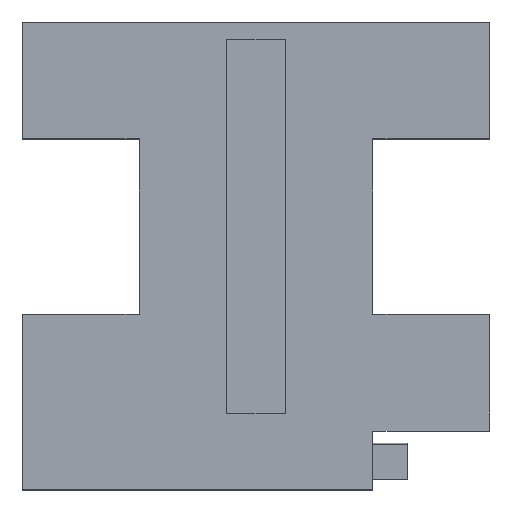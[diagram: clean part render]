
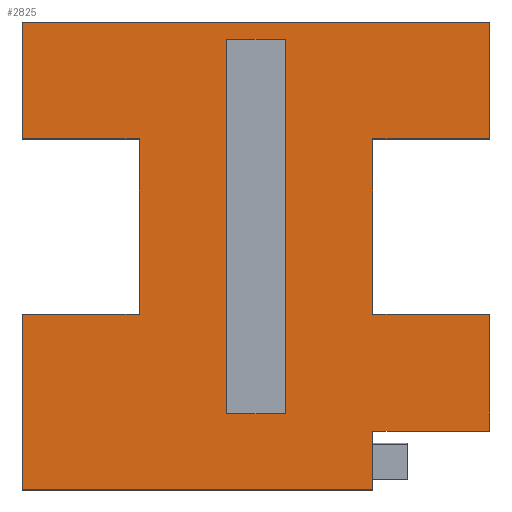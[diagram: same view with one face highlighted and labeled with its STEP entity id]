
A CAD part, top view. The second image highlights one B-rep face of the part: STEP entity #2825.
In plain terms, the highlighted planar face has unit normal (0, 0, 1).
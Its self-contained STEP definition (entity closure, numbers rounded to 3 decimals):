
#256=LINE('',#4441,#585);
#260=LINE('',#4450,#589);
#261=LINE('',#4453,#590);
#262=LINE('',#4455,#591);
#263=LINE('',#4457,#592);
#264=LINE('',#4459,#593);
#265=LINE('',#4460,#594);
#266=LINE('',#4462,#595);
#267=LINE('',#4464,#596);
#268=LINE('',#4466,#597);
#269=LINE('',#4468,#598);
#270=LINE('',#4470,#599);
#271=LINE('',#4472,#600);
#272=LINE('',#4474,#601);
#273=LINE('',#4475,#602);
#274=LINE('',#4478,#603);
#275=LINE('',#4480,#604);
#276=LINE('',#4482,#605);
#585=VECTOR('',#3678,1000.);
#589=VECTOR('',#3684,1000.);
#590=VECTOR('',#3685,1000.);
#591=VECTOR('',#3686,1000.);
#592=VECTOR('',#3687,1000.);
#593=VECTOR('',#3688,1000.);
#594=VECTOR('',#3689,1000.);
#595=VECTOR('',#3690,1000.);
#596=VECTOR('',#3691,1000.);
#597=VECTOR('',#3692,1000.);
#598=VECTOR('',#3693,1000.);
#599=VECTOR('',#3694,1000.);
#600=VECTOR('',#3695,1000.);
#601=VECTOR('',#3696,1000.);
#602=VECTOR('',#3697,1000.);
#603=VECTOR('',#3698,1000.);
#604=VECTOR('',#3699,1000.);
#605=VECTOR('',#3700,1000.);
#814=PLANE('',#3129);
#1317=ORIENTED_EDGE('',*,*,#1833,.T.);
#1318=ORIENTED_EDGE('',*,*,#1834,.T.);
#1319=ORIENTED_EDGE('',*,*,#1835,.F.);
#1320=ORIENTED_EDGE('',*,*,#1836,.T.);
#1321=ORIENTED_EDGE('',*,*,#1837,.T.);
#1322=ORIENTED_EDGE('',*,*,#1829,.F.);
#1323=ORIENTED_EDGE('',*,*,#1838,.T.);
#1324=ORIENTED_EDGE('',*,*,#1839,.T.);
#1325=ORIENTED_EDGE('',*,*,#1840,.T.);
#1326=ORIENTED_EDGE('',*,*,#1841,.T.);
#1327=ORIENTED_EDGE('',*,*,#1842,.T.);
#1328=ORIENTED_EDGE('',*,*,#1843,.T.);
#1329=ORIENTED_EDGE('',*,*,#1844,.F.);
#1330=ORIENTED_EDGE('',*,*,#1845,.T.);
#1331=ORIENTED_EDGE('',*,*,#1846,.T.);
#1332=ORIENTED_EDGE('',*,*,#1847,.T.);
#1333=ORIENTED_EDGE('',*,*,#1848,.T.);
#1334=ORIENTED_EDGE('',*,*,#1849,.T.);
#1829=EDGE_CURVE('',#2134,#2135,#256,.T.);
#1833=EDGE_CURVE('',#2138,#2139,#260,.T.);
#1834=EDGE_CURVE('',#2139,#2140,#261,.T.);
#1835=EDGE_CURVE('',#2141,#2140,#262,.T.);
#1836=EDGE_CURVE('',#2141,#2142,#263,.T.);
#1837=EDGE_CURVE('',#2142,#2135,#264,.T.);
#1838=EDGE_CURVE('',#2134,#2143,#265,.T.);
#1839=EDGE_CURVE('',#2143,#2144,#266,.T.);
#1840=EDGE_CURVE('',#2144,#2145,#267,.T.);
#1841=EDGE_CURVE('',#2145,#2146,#268,.T.);
#1842=EDGE_CURVE('',#2146,#2147,#269,.T.);
#1843=EDGE_CURVE('',#2147,#2148,#270,.T.);
#1844=EDGE_CURVE('',#2149,#2148,#271,.T.);
#1845=EDGE_CURVE('',#2149,#2138,#272,.T.);
#1846=EDGE_CURVE('',#2150,#2151,#273,.T.);
#1847=EDGE_CURVE('',#2151,#2152,#274,.T.);
#1848=EDGE_CURVE('',#2152,#2153,#275,.T.);
#1849=EDGE_CURVE('',#2153,#2150,#276,.T.);
#2134=VERTEX_POINT('',#4442);
#2135=VERTEX_POINT('',#4443);
#2138=VERTEX_POINT('',#4451);
#2139=VERTEX_POINT('',#4452);
#2140=VERTEX_POINT('',#4454);
#2141=VERTEX_POINT('',#4456);
#2142=VERTEX_POINT('',#4458);
#2143=VERTEX_POINT('',#4461);
#2144=VERTEX_POINT('',#4463);
#2145=VERTEX_POINT('',#4465);
#2146=VERTEX_POINT('',#4467);
#2147=VERTEX_POINT('',#4469);
#2148=VERTEX_POINT('',#4471);
#2149=VERTEX_POINT('',#4473);
#2150=VERTEX_POINT('',#4476);
#2151=VERTEX_POINT('',#4477);
#2152=VERTEX_POINT('',#4479);
#2153=VERTEX_POINT('',#4481);
#2424=EDGE_LOOP('',(#1317,#1318,#1319,#1320,#1321,#1322,#1323,#1324,#1325,
#1326,#1327,#1328,#1329,#1330));
#2425=EDGE_LOOP('',(#1331,#1332,#1333,#1334));
#2638=FACE_BOUND('',#2424,.T.);
#2639=FACE_BOUND('',#2425,.T.);
#2825=ADVANCED_FACE('',(#2638,#2639),#814,.T.);
#3129=AXIS2_PLACEMENT_3D('',#4449,#3682,#3683);
#3678=DIRECTION('',(-1.,0.,0.));
#3682=DIRECTION('',(0.,0.,1.));
#3683=DIRECTION('',(1.,0.,0.));
#3684=DIRECTION('',(0.,-1.,0.));
#3685=DIRECTION('',(-1.,0.,0.));
#3686=DIRECTION('',(0.,1.,0.));
#3687=DIRECTION('',(1.,0.,0.));
#3688=DIRECTION('',(0.,1.,0.));
#3689=DIRECTION('',(0.,1.,0.));
#3690=DIRECTION('',(-1.,0.,0.));
#3691=DIRECTION('',(0.,1.,0.));
#3692=DIRECTION('',(1.,0.,0.));
#3693=DIRECTION('',(0.,1.,0.));
#3694=DIRECTION('',(-1.,0.,0.));
#3695=DIRECTION('',(0.,1.,0.));
#3696=DIRECTION('',(1.,0.,0.));
#3697=DIRECTION('',(-1.,0.,0.));
#3698=DIRECTION('',(0.,1.,0.));
#3699=DIRECTION('',(1.,0.,0.));
#3700=DIRECTION('',(0.,-1.,0.));
#4441=CARTESIAN_POINT('',(400.,-175.,50.));
#4442=CARTESIAN_POINT('',(400.,-175.,50.));
#4443=CARTESIAN_POINT('',(300.,-175.,50.));
#4449=CARTESIAN_POINT('',(400.,-175.,50.));
#4450=CARTESIAN_POINT('',(100.,-175.,50.));
#4451=CARTESIAN_POINT('',(100.,75.,50.));
#4452=CARTESIAN_POINT('',(100.,-75.,50.));
#4453=CARTESIAN_POINT('',(400.,-75.,50.));
#4454=CARTESIAN_POINT('',(0.,-75.,50.));
#4455=CARTESIAN_POINT('',(0.,-175.,50.));
#4456=CARTESIAN_POINT('',(0.,-225.,50.));
#4457=CARTESIAN_POINT('',(0.,-225.,50.));
#4458=CARTESIAN_POINT('',(300.,-225.,50.));
#4459=CARTESIAN_POINT('',(300.,-225.,50.));
#4460=CARTESIAN_POINT('',(400.,-175.,50.));
#4461=CARTESIAN_POINT('',(400.,-75.,50.));
#4462=CARTESIAN_POINT('',(400.,-75.,50.));
#4463=CARTESIAN_POINT('',(300.,-75.,50.));
#4464=CARTESIAN_POINT('',(300.,-175.,50.));
#4465=CARTESIAN_POINT('',(300.,75.,50.));
#4466=CARTESIAN_POINT('',(400.,75.,50.));
#4467=CARTESIAN_POINT('',(400.,75.,50.));
#4468=CARTESIAN_POINT('',(400.,-175.,50.));
#4469=CARTESIAN_POINT('',(400.,175.,50.));
#4470=CARTESIAN_POINT('',(400.,175.,50.));
#4471=CARTESIAN_POINT('',(0.,175.,50.));
#4472=CARTESIAN_POINT('',(0.,-175.,50.));
#4473=CARTESIAN_POINT('',(0.,75.,50.));
#4474=CARTESIAN_POINT('',(400.,75.,50.));
#4475=CARTESIAN_POINT('',(225.,-160.,50.));
#4476=CARTESIAN_POINT('',(225.,-160.,50.));
#4477=CARTESIAN_POINT('',(175.,-160.,50.));
#4478=CARTESIAN_POINT('',(175.,-160.,50.));
#4479=CARTESIAN_POINT('',(175.,160.,50.));
#4480=CARTESIAN_POINT('',(175.,160.,50.));
#4481=CARTESIAN_POINT('',(225.,160.,50.));
#4482=CARTESIAN_POINT('',(225.,160.,50.));
